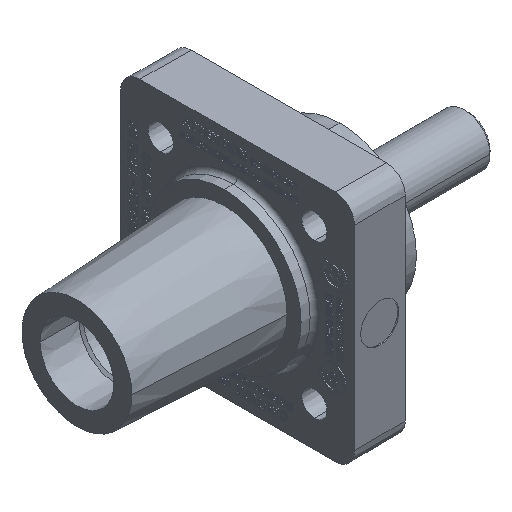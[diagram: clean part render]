
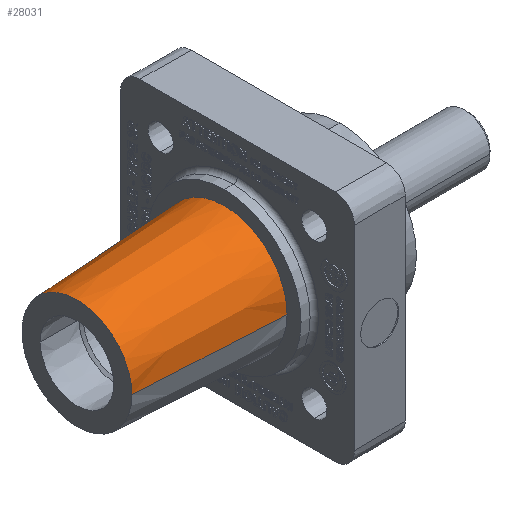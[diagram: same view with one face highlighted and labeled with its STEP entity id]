
A CAD part, isometric view. The second image highlights one B-rep face of the part: STEP entity #28031.
In plain terms, the highlighted conical face has half-angle 3.028 degrees and reference radius 15.555 mm.
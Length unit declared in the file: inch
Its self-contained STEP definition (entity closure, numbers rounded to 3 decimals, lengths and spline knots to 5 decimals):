
#5234 = CARTESIAN_POINT ( 'NONE',  ( -0.61298, 2.00531, -1.96702 ) ) ;
#6102 = EDGE_CURVE ( 'NONE', #92523, #92490, #61285, .T. ) ;
#6589 = CARTESIAN_POINT ( 'NONE',  ( -2.05098, 2.54164, -1.96702 ) ) ;
#8958 = DIRECTION ( 'NONE',  ( -1., 0., 0. ) ) ;
#11255 = VECTOR ( 'NONE', #81097, 39.37008 ) ;
#12179 = DIRECTION ( 'NONE',  ( 0.999, -0.053, 0. ) ) ;
#14056 = ORIENTED_EDGE ( 'NONE', *, *, #61984, .F. ) ;
#17916 = VERTEX_POINT ( 'NONE', #6589 ) ;
#26502 = DIRECTION ( 'NONE',  ( 1., 0., 0. ) ) ;
#27460 = VERTEX_POINT ( 'NONE', #80490 ) ;
#28022 = DIRECTION ( 'NONE',  ( -1., 0., 0. ) ) ;
#28031 = ADVANCED_FACE ( 'NONE', ( #75157 ), #41646, .T. ) ;
#31800 = DIRECTION ( 'NONE',  ( 0., -1., 0. ) ) ;
#37187 = CARTESIAN_POINT ( 'NONE',  ( -0.61298, 2.61771, -1.96702 ) ) ;
#37200 = DIRECTION ( 'NONE',  ( 0., 1., 0. ) ) ;
#41646 = CONICAL_SURFACE ( 'NONE', #76238, 0.61239, 0.053 ) ;
#43001 = ORIENTED_EDGE ( 'NONE', *, *, #47846, .F. ) ;
#44561 = ORIENTED_EDGE ( 'NONE', *, *, #6102, .T. ) ;
#47757 = CARTESIAN_POINT ( 'NONE',  ( -0.61298, 1.39292, -1.96702 ) ) ;
#47846 = EDGE_CURVE ( 'NONE', #17916, #92490, #52062, .T. ) ;
#51875 = LINE ( 'NONE', #81890, #66261 ) ;
#52062 = LINE ( 'NONE', #37187, #11255 ) ;
#56217 = CARTESIAN_POINT ( 'NONE',  ( -0.61298, 2.61771, -1.96702 ) ) ;
#58117 = ORIENTED_EDGE ( 'NONE', *, *, #70244, .T. ) ;
#58293 = DIRECTION ( 'NONE',  ( 0., -1., 0. ) ) ;
#61285 = CIRCLE ( 'NONE', #69127, 0.61239 ) ;
#61984 = EDGE_CURVE ( 'NONE', #27460, #17916, #73721, .T. ) ;
#62804 = AXIS2_PLACEMENT_3D ( 'NONE', #84177, #8958, #31800 ) ;
#66261 = VECTOR ( 'NONE', #12179, 39.37008 ) ;
#69127 = AXIS2_PLACEMENT_3D ( 'NONE', #5234, #28022, #58293 ) ;
#70244 = EDGE_CURVE ( 'NONE', #27460, #92523, #51875, .T. ) ;
#73721 = CIRCLE ( 'NONE', #62804, 0.53633 ) ;
#75157 = FACE_OUTER_BOUND ( 'NONE', #95293, .T. ) ;
#76238 = AXIS2_PLACEMENT_3D ( 'NONE', #79776, #26502, #37200 ) ;
#79776 = CARTESIAN_POINT ( 'NONE',  ( -0.61298, 2.00531, -1.96702 ) ) ;
#80490 = CARTESIAN_POINT ( 'NONE',  ( -2.05098, 1.46898, -1.96702 ) ) ;
#81097 = DIRECTION ( 'NONE',  ( 0.999, 0.053, 0. ) ) ;
#81890 = CARTESIAN_POINT ( 'NONE',  ( -0.61298, 1.39292, -1.96702 ) ) ;
#84177 = CARTESIAN_POINT ( 'NONE',  ( -2.05098, 2.00531, -1.96702 ) ) ;
#92490 = VERTEX_POINT ( 'NONE', #56217 ) ;
#92523 = VERTEX_POINT ( 'NONE', #47757 ) ;
#95293 = EDGE_LOOP ( 'NONE', ( #14056, #58117, #44561, #43001 ) ) ;
